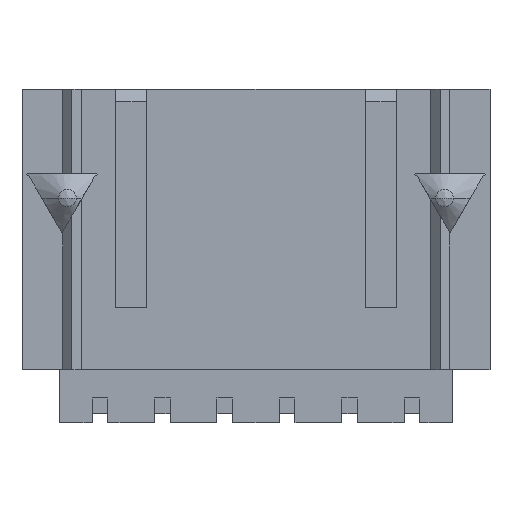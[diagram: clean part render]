
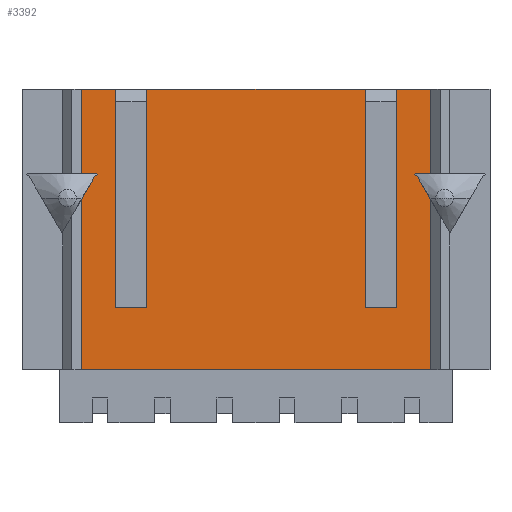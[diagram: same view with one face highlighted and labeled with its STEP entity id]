
A CAD part, front view. The second image highlights one B-rep face of the part: STEP entity #3392.
In plain terms, the highlighted planar face has unit normal (0, -1, 0).
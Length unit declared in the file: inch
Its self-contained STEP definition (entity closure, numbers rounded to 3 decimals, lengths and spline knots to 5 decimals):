
#13=DIRECTION('',(1.,0.,0.));
#14=VECTOR('',#13,0.56);
#15=CARTESIAN_POINT('',(-0.28,-0.1,-0.225));
#16=LINE('',#15,#14);
#145=DIRECTION('',(1.,0.,0.));
#146=VECTOR('',#145,0.02388);
#147=CARTESIAN_POINT('',(-0.28,-0.1,0.0895));
#148=LINE('',#147,#146);
#149=DIRECTION('',(0.,0.,1.));
#150=VECTOR('',#149,0.1355);
#151=CARTESIAN_POINT('',(-0.28,-0.1,0.0895));
#152=LINE('',#151,#150);
#153=DIRECTION('',(0.,0.,-1.));
#154=VECTOR('',#153,0.35);
#155=CARTESIAN_POINT('',(-0.225,-0.1,0.225));
#156=LINE('',#155,#154);
#157=DIRECTION('',(1.,0.,0.));
#158=VECTOR('',#157,0.05);
#159=CARTESIAN_POINT('',(-0.225,-0.1,-0.125));
#160=LINE('',#159,#158);
#161=DIRECTION('',(0.,0.,-1.));
#162=VECTOR('',#161,0.35);
#163=CARTESIAN_POINT('',(-0.175,-0.1,0.225));
#164=LINE('',#163,#162);
#165=DIRECTION('',(0.,0.,-1.));
#166=VECTOR('',#165,0.35);
#167=CARTESIAN_POINT('',(0.175,-0.1,0.225));
#168=LINE('',#167,#166);
#169=DIRECTION('',(1.,0.,0.));
#170=VECTOR('',#169,0.05);
#171=CARTESIAN_POINT('',(0.175,-0.1,-0.125));
#172=LINE('',#171,#170);
#173=DIRECTION('',(0.,0.,-1.));
#174=VECTOR('',#173,0.35);
#175=CARTESIAN_POINT('',(0.225,-0.1,0.225));
#176=LINE('',#175,#174);
#177=DIRECTION('',(0.,0.,1.));
#178=VECTOR('',#177,0.1355);
#179=CARTESIAN_POINT('',(0.28,-0.1,0.0895));
#180=LINE('',#179,#178);
#181=DIRECTION('',(-1.,0.,0.));
#182=VECTOR('',#181,0.02388);
#183=CARTESIAN_POINT('',(0.28,-0.1,0.0895));
#184=LINE('',#183,#182);
#185=DIRECTION('',(-0.865,0.,0.502));
#186=VECTOR('',#185,0.001);
#187=CARTESIAN_POINT('',(0.25612,-0.1,0.0895));
#188=LINE('',#187,#186);
#189=DIRECTION('',(-0.502,0.,-0.865));
#190=VECTOR('',#189,0.002);
#191=CARTESIAN_POINT('',(0.25526,-0.1,0.09));
#192=LINE('',#191,#190);
#193=DIRECTION('',(0.865,0.,-0.502));
#194=VECTOR('',#193,0.00418);
#195=CARTESIAN_POINT('',(0.25425,-0.1,0.08827));
#196=LINE('',#195,#194);
#197=DIRECTION('',(0.502,0.,-0.865));
#198=VECTOR('',#197,0.04411);
#199=CARTESIAN_POINT('',(0.25787,-0.1,0.08617));
#200=LINE('',#199,#198);
#201=DIRECTION('',(0.,0.,1.));
#202=VECTOR('',#201,0.27302);
#203=CARTESIAN_POINT('',(0.28,-0.1,-0.225));
#204=LINE('',#203,#202);
#205=DIRECTION('',(0.,0.,1.));
#206=VECTOR('',#205,0.27302);
#207=CARTESIAN_POINT('',(-0.28,-0.1,-0.225));
#208=LINE('',#207,#206);
#209=DIRECTION('',(-0.502,0.,-0.865));
#210=VECTOR('',#209,0.04411);
#211=CARTESIAN_POINT('',(-0.25787,-0.1,0.08617));
#212=LINE('',#211,#210);
#213=DIRECTION('',(-0.865,0.,-0.502));
#214=VECTOR('',#213,0.00418);
#215=CARTESIAN_POINT('',(-0.25425,-0.1,0.08827));
#216=LINE('',#215,#214);
#217=DIRECTION('',(0.502,0.,-0.865));
#218=VECTOR('',#217,0.002);
#219=CARTESIAN_POINT('',(-0.25526,-0.1,0.09));
#220=LINE('',#219,#218);
#221=DIRECTION('',(0.865,0.,0.502));
#222=VECTOR('',#221,0.001);
#223=CARTESIAN_POINT('',(-0.25612,-0.1,0.0895));
#224=LINE('',#223,#222);
#390=DIRECTION('',(1.,0.,0.));
#391=VECTOR('',#390,0.35);
#392=CARTESIAN_POINT('',(-0.175,-0.1,0.225));
#393=LINE('',#392,#391);
#406=DIRECTION('',(1.,0.,0.));
#407=VECTOR('',#406,0.055);
#408=CARTESIAN_POINT('',(-0.28,-0.1,0.225));
#409=LINE('',#408,#407);
#478=DIRECTION('',(1.,0.,0.));
#479=VECTOR('',#478,0.055);
#480=CARTESIAN_POINT('',(0.225,-0.1,0.225));
#481=LINE('',#480,#479);
#2638=CARTESIAN_POINT('',(-0.28,-0.1,-0.225));
#2639=CARTESIAN_POINT('',(0.28,-0.1,-0.225));
#2640=VERTEX_POINT('',#2638);
#2641=VERTEX_POINT('',#2639);
#2658=CARTESIAN_POINT('',(0.28,-0.1,0.225));
#2660=VERTEX_POINT('',#2658);
#2664=CARTESIAN_POINT('',(-0.28,-0.1,0.225));
#2665=VERTEX_POINT('',#2664);
#2726=CARTESIAN_POINT('',(0.175,-0.1,0.225));
#2728=VERTEX_POINT('',#2726);
#2730=CARTESIAN_POINT('',(0.225,-0.1,0.225));
#2732=VERTEX_POINT('',#2730);
#2734=CARTESIAN_POINT('',(-0.225,-0.1,0.225));
#2736=VERTEX_POINT('',#2734);
#2738=CARTESIAN_POINT('',(-0.175,-0.1,0.225));
#2740=VERTEX_POINT('',#2738);
#2742=CARTESIAN_POINT('',(-0.225,-0.1,-0.125));
#2743=CARTESIAN_POINT('',(-0.175,-0.1,-0.125));
#2744=VERTEX_POINT('',#2742);
#2745=VERTEX_POINT('',#2743);
#2746=CARTESIAN_POINT('',(0.175,-0.1,-0.125));
#2747=CARTESIAN_POINT('',(0.225,-0.1,-0.125));
#2748=VERTEX_POINT('',#2746);
#2749=VERTEX_POINT('',#2747);
#2790=CARTESIAN_POINT('',(0.28,-0.1,0.0895));
#2791=CARTESIAN_POINT('',(0.25612,-0.1,0.0895));
#2792=VERTEX_POINT('',#2790);
#2793=VERTEX_POINT('',#2791);
#2794=CARTESIAN_POINT('',(0.25787,-0.1,0.08617));
#2795=CARTESIAN_POINT('',(0.28,-0.1,0.04802));
#2796=VERTEX_POINT('',#2794);
#2797=VERTEX_POINT('',#2795);
#2804=CARTESIAN_POINT('',(0.25526,-0.1,0.09));
#2805=VERTEX_POINT('',#2804);
#2806=CARTESIAN_POINT('',(0.25425,-0.1,0.08827));
#2807=VERTEX_POINT('',#2806);
#2880=CARTESIAN_POINT('',(-0.28,-0.1,0.0895));
#2881=CARTESIAN_POINT('',(-0.25612,-0.1,0.0895));
#2882=VERTEX_POINT('',#2880);
#2883=VERTEX_POINT('',#2881);
#2884=CARTESIAN_POINT('',(-0.25787,-0.1,0.08617));
#2885=CARTESIAN_POINT('',(-0.28,-0.1,0.04802));
#2886=VERTEX_POINT('',#2884);
#2887=VERTEX_POINT('',#2885);
#2916=CARTESIAN_POINT('',(-0.25526,-0.1,0.09));
#2917=VERTEX_POINT('',#2916);
#2918=CARTESIAN_POINT('',(-0.25425,-0.1,0.08827));
#2919=VERTEX_POINT('',#2918);
#3338=CARTESIAN_POINT('',(-0.375,-0.1,-0.225));
#3339=DIRECTION('',(0.,-1.,0.));
#3340=DIRECTION('',(1.,0.,0.));
#3341=AXIS2_PLACEMENT_3D('',#3338,#3339,#3340);
#3342=PLANE('',#3341);
#3344=ORIENTED_EDGE('',*,*,#3343,.F.);
#3346=ORIENTED_EDGE('',*,*,#3345,.T.);
#3348=ORIENTED_EDGE('',*,*,#3347,.T.);
#3350=ORIENTED_EDGE('',*,*,#3349,.T.);
#3352=ORIENTED_EDGE('',*,*,#3351,.T.);
#3354=ORIENTED_EDGE('',*,*,#3353,.F.);
#3356=ORIENTED_EDGE('',*,*,#3355,.T.);
#3358=ORIENTED_EDGE('',*,*,#3357,.T.);
#3360=ORIENTED_EDGE('',*,*,#3359,.T.);
#3362=ORIENTED_EDGE('',*,*,#3361,.F.);
#3364=ORIENTED_EDGE('',*,*,#3363,.T.);
#3366=ORIENTED_EDGE('',*,*,#3365,.F.);
#3368=ORIENTED_EDGE('',*,*,#3367,.T.);
#3370=ORIENTED_EDGE('',*,*,#3369,.T.);
#3372=ORIENTED_EDGE('',*,*,#3371,.T.);
#3374=ORIENTED_EDGE('',*,*,#3373,.T.);
#3376=ORIENTED_EDGE('',*,*,#3375,.T.);
#3378=ORIENTED_EDGE('',*,*,#3377,.F.);
#3379=ORIENTED_EDGE('',*,*,#3241,.F.);
#3381=ORIENTED_EDGE('',*,*,#3380,.T.);
#3383=ORIENTED_EDGE('',*,*,#3382,.F.);
#3385=ORIENTED_EDGE('',*,*,#3384,.F.);
#3387=ORIENTED_EDGE('',*,*,#3386,.F.);
#3389=ORIENTED_EDGE('',*,*,#3388,.F.);
#3390=EDGE_LOOP('',(#3344,#3346,#3348,#3350,#3352,#3354,#3356,#3358,#3360,#3362,
#3364,#3366,#3368,#3370,#3372,#3374,#3376,#3378,#3379,#3381,#3383,#3385,#3387,
#3389));
#3391=FACE_OUTER_BOUND('',#3390,.F.);
#3392=ADVANCED_FACE('',(#3391),#3342,.T.);
#3241=EDGE_CURVE('',#2640,#2641,#16,.T.);
#3343=EDGE_CURVE('',#2882,#2883,#148,.T.);
#3345=EDGE_CURVE('',#2882,#2665,#152,.T.);
#3347=EDGE_CURVE('',#2665,#2736,#409,.T.);
#3349=EDGE_CURVE('',#2736,#2744,#156,.T.);
#3351=EDGE_CURVE('',#2744,#2745,#160,.T.);
#3353=EDGE_CURVE('',#2740,#2745,#164,.T.);
#3355=EDGE_CURVE('',#2740,#2728,#393,.T.);
#3357=EDGE_CURVE('',#2728,#2748,#168,.T.);
#3359=EDGE_CURVE('',#2748,#2749,#172,.T.);
#3361=EDGE_CURVE('',#2732,#2749,#176,.T.);
#3363=EDGE_CURVE('',#2732,#2660,#481,.T.);
#3365=EDGE_CURVE('',#2792,#2660,#180,.T.);
#3367=EDGE_CURVE('',#2792,#2793,#184,.T.);
#3369=EDGE_CURVE('',#2793,#2805,#188,.T.);
#3371=EDGE_CURVE('',#2805,#2807,#192,.T.);
#3373=EDGE_CURVE('',#2807,#2796,#196,.T.);
#3375=EDGE_CURVE('',#2796,#2797,#200,.T.);
#3377=EDGE_CURVE('',#2641,#2797,#204,.T.);
#3380=EDGE_CURVE('',#2640,#2887,#208,.T.);
#3382=EDGE_CURVE('',#2886,#2887,#212,.T.);
#3384=EDGE_CURVE('',#2919,#2886,#216,.T.);
#3386=EDGE_CURVE('',#2917,#2919,#220,.T.);
#3388=EDGE_CURVE('',#2883,#2917,#224,.T.);
